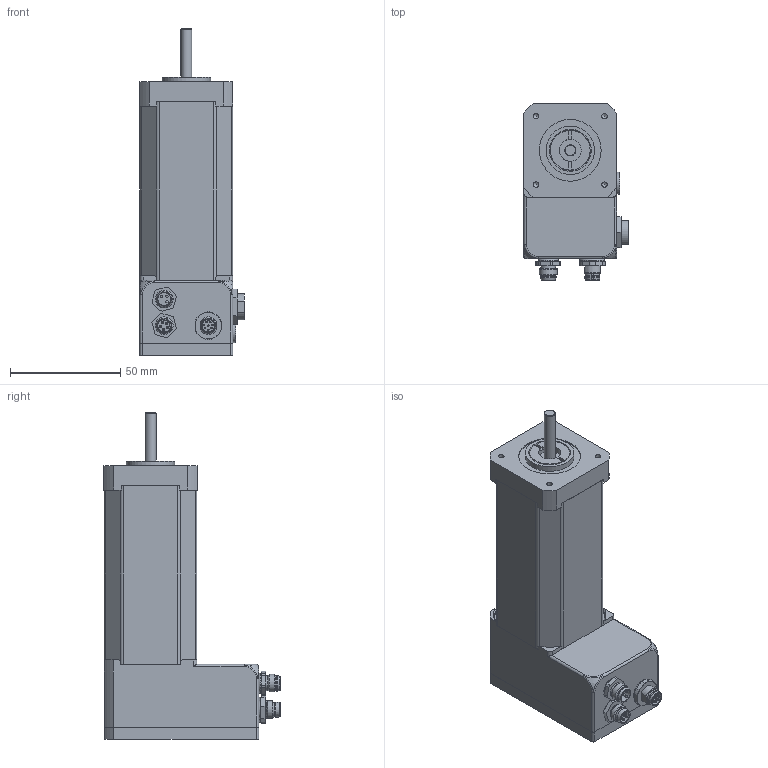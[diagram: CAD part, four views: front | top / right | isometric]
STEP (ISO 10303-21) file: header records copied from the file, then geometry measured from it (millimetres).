
FILE_DESCRIPTION(/* description */ (''),/* implementation_level */ '2;1');
FILE_NAME(/* name */ 'PD2-CB42CD-E-65-01.stp',/* time_stamp */ '2016-11-03T14:09:13+01:00',/* author */ ('schneid_cad'),/* organization */ (''),/* preprocessor_version */ 'ST-DEVELOPER v16.5',/* originating_system */ 'Autodesk Inventor 2017',/* authorisation */ '');
FILE_SCHEMA (('AUTOMOTIVE_DESIGN { 1 0 10303 214 3 1 1 }'));
Length unit declared in the file: millimetre
Products named in the file (1): PD2-CB42CD-E-65-01
Bounding box: 47.48 x 79.85 x 147.9 mm (x, y, z)
Volume: 180451.2 mm3; surface area: 55203.6 mm2
Topology: 20 solids, 20 shells, 1109 faces, 2855 edges, 1859 vertices
Faces by surface type: plane 573, cylinder 339, cone 123, torus 43, sphere 25, bspline 6
Full cylindrical faces by diameter (mm): 0.217 x2, 0.6 x8, 0.9 x8, 1 x8, 1.1 x5, 1.2 x3, 2 x3, 2.013 x5, 2.208 x4, 2.459 x4, 2.5 x4, 2.9 x4, 3.4 x4, 4.5 x1, 4.7 x4, 5 x2, 5.8 x1, 6 x6, 6.2 x1, 6.4 x3, 6.5 x1, 6.8 x2, 6.9 x1, 6.95 x1, 7 x1, 7.2 x1, 8 x7, 8.7 x1, 9.2 x1, 10 x3
Entity records: 34382 total; most frequent: CARTESIAN_POINT 6944, DIRECTION 5529, ORIENTED_EDGE 5170, EDGE_CURVE 2585, AXIS2_PLACEMENT_3D 2038, VERTEX_POINT 1779, LINE 1453, VECTOR 1453
